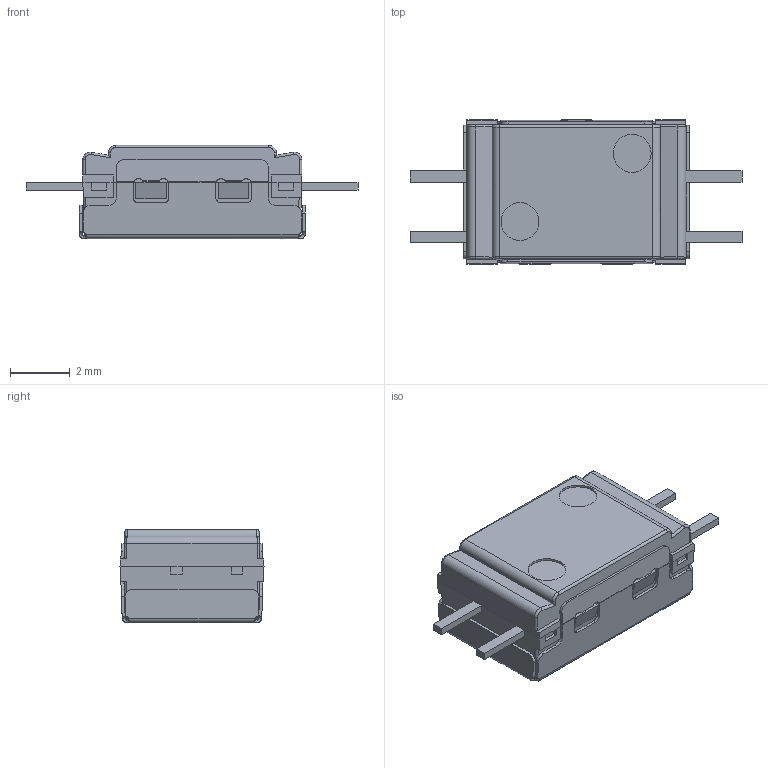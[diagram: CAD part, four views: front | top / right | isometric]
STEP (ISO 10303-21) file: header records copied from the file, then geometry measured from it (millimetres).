
FILE_DESCRIPTION((''),'2;1');
FILE_NAME('9901-A (A).stp','2012-09-17T09:35:22',('odafonseca'),(''),'Autodesk Inventor 2011','Autodesk Inventor 2011','');
FILE_SCHEMA(('AUTOMOTIVE_DESIGN { 1 0 10303 214 1 1 1 1 }'));
Length unit declared in the file: inch
Products named in the file (1): 9901-A (A)
Bounding box: 11.13 x 4.83 x 3.12 mm (x, y, z)
Volume: 70.1 mm3; surface area: 316.1 mm2
Topology: 1 solids, 4 shells, 508 faces, 1359 edges, 876 vertices
Faces by surface type: plane 255, bspline 154, cylinder 95, sphere 4
Full cylindrical faces by diameter (mm): 0.889 x1, 1.27 x2, 1.999 x2
Entity records: 18766 total; most frequent: CARTESIAN_POINT 6515, ORIENTED_EDGE 2700, DIRECTION 1914, EDGE_CURVE 1350, VERTEX_POINT 876, VECTOR 864, LINE 864, EDGE_LOOP 544
